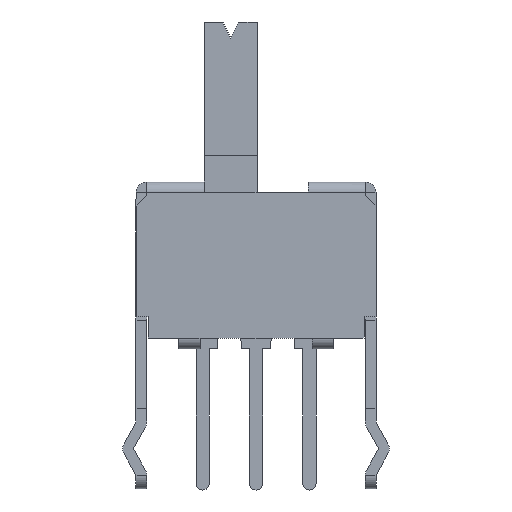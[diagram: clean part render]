
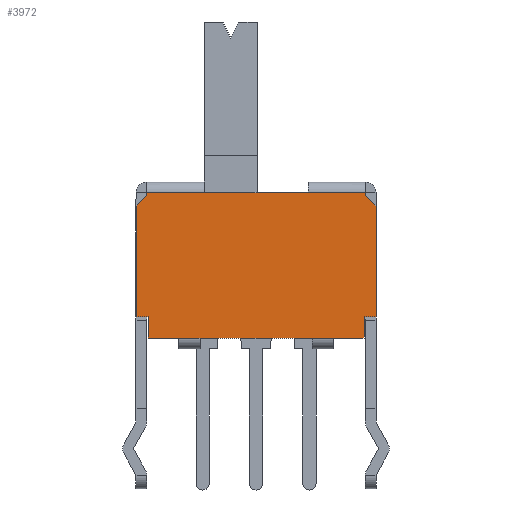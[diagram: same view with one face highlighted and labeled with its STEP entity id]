
A CAD part, front view. The second image highlights one B-rep face of the part: STEP entity #3972.
In plain terms, the highlighted planar face has unit normal (0, -1, 0).
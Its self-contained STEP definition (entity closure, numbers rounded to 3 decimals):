
#220=FACE_OUTER_BOUND('',#431,.T.);
#431=EDGE_LOOP('',(#2810,#2811,#2812,#2813,#2814,#2815,#2816,#2817,#2818,
#2819,#2820,#2821,#2822,#2823,#2824,#2825,#2826,#2827,#2828,#2829,#2830));
#705=LINE('',#5762,#1178);
#707=LINE('',#5768,#1180);
#718=LINE('',#5786,#1191);
#719=LINE('',#5789,#1192);
#795=LINE('',#5957,#1268);
#798=LINE('',#5963,#1271);
#799=LINE('',#5967,#1272);
#800=LINE('',#5969,#1273);
#801=LINE('',#5971,#1274);
#802=LINE('',#5973,#1275);
#803=LINE('',#5974,#1276);
#804=LINE('',#5975,#1277);
#805=LINE('',#5977,#1278);
#806=LINE('',#5979,#1279);
#807=LINE('',#5981,#1280);
#808=LINE('',#5983,#1281);
#809=LINE('',#5985,#1282);
#810=LINE('',#5987,#1283);
#811=LINE('',#5989,#1284);
#812=LINE('',#5990,#1285);
#813=LINE('',#5991,#1286);
#1178=VECTOR('',#4641,0.8);
#1180=VECTOR('',#4645,0.8);
#1191=VECTOR('',#4660,0.45);
#1192=VECTOR('',#4663,0.45);
#1268=VECTOR('',#4819,0.8);
#1271=VECTOR('',#4826,0.001);
#1272=VECTOR('',#4829,0.001);
#1273=VECTOR('',#4830,0.8);
#1274=VECTOR('',#4831,0.001);
#1275=VECTOR('',#4832,4.2);
#1276=VECTOR('',#4833,0.001);
#1277=VECTOR('',#4834,1.15);
#1278=VECTOR('',#4835,4.15);
#1279=VECTOR('',#4836,0.566);
#1280=VECTOR('',#4837,0.099);
#1281=VECTOR('',#4838,0.001);
#1282=VECTOR('',#4839,8.198);
#1283=VECTOR('',#4840,0.099);
#1284=VECTOR('',#4841,0.567);
#1285=VECTOR('',#4842,4.149);
#1286=VECTOR('',#4843,1.15);
#1625=VERTEX_POINT('',#5753);
#1628=VERTEX_POINT('',#5760);
#1630=VERTEX_POINT('',#5765);
#1631=VERTEX_POINT('',#5767);
#1636=VERTEX_POINT('',#5784);
#1637=VERTEX_POINT('',#5788);
#1685=VERTEX_POINT('',#5941);
#1687=VERTEX_POINT('',#5948);
#1690=VERTEX_POINT('',#5961);
#1691=VERTEX_POINT('',#5965);
#1692=VERTEX_POINT('',#5966);
#1693=VERTEX_POINT('',#5968);
#1694=VERTEX_POINT('',#5970);
#1695=VERTEX_POINT('',#5972);
#1696=VERTEX_POINT('',#5976);
#1697=VERTEX_POINT('',#5978);
#1698=VERTEX_POINT('',#5980);
#1699=VERTEX_POINT('',#5982);
#1700=VERTEX_POINT('',#5984);
#1701=VERTEX_POINT('',#5986);
#1702=VERTEX_POINT('',#5988);
#2001=EDGE_CURVE('',#1625,#1628,#705,.T.);
#2003=EDGE_CURVE('',#1630,#1631,#707,.T.);
#2014=EDGE_CURVE('',#1628,#1636,#718,.T.);
#2015=EDGE_CURVE('',#1637,#1631,#719,.T.);
#2101=EDGE_CURVE('',#1687,#1685,#795,.T.);
#2104=EDGE_CURVE('',#1685,#1690,#798,.T.);
#2105=EDGE_CURVE('',#1691,#1692,#799,.T.);
#2106=EDGE_CURVE('',#1692,#1693,#800,.T.);
#2107=EDGE_CURVE('',#1693,#1694,#801,.T.);
#2108=EDGE_CURVE('',#1694,#1695,#802,.T.);
#2109=EDGE_CURVE('',#1695,#1687,#803,.T.);
#2110=EDGE_CURVE('',#1625,#1690,#804,.T.);
#2111=EDGE_CURVE('',#1636,#1696,#805,.T.);
#2112=EDGE_CURVE('',#1696,#1697,#806,.T.);
#2113=EDGE_CURVE('',#1697,#1698,#807,.T.);
#2114=EDGE_CURVE('',#1698,#1699,#808,.T.);
#2115=EDGE_CURVE('',#1699,#1700,#809,.T.);
#2116=EDGE_CURVE('',#1700,#1701,#810,.T.);
#2117=EDGE_CURVE('',#1701,#1702,#811,.T.);
#2118=EDGE_CURVE('',#1702,#1637,#812,.T.);
#2119=EDGE_CURVE('',#1630,#1691,#813,.T.);
#2810=ORIENTED_EDGE('',*,*,#2105,.T.);
#2811=ORIENTED_EDGE('',*,*,#2106,.T.);
#2812=ORIENTED_EDGE('',*,*,#2107,.T.);
#2813=ORIENTED_EDGE('',*,*,#2108,.T.);
#2814=ORIENTED_EDGE('',*,*,#2109,.T.);
#2815=ORIENTED_EDGE('',*,*,#2101,.T.);
#2816=ORIENTED_EDGE('',*,*,#2104,.T.);
#2817=ORIENTED_EDGE('',*,*,#2110,.F.);
#2818=ORIENTED_EDGE('',*,*,#2001,.T.);
#2819=ORIENTED_EDGE('',*,*,#2014,.T.);
#2820=ORIENTED_EDGE('',*,*,#2111,.T.);
#2821=ORIENTED_EDGE('',*,*,#2112,.T.);
#2822=ORIENTED_EDGE('',*,*,#2113,.T.);
#2823=ORIENTED_EDGE('',*,*,#2114,.T.);
#2824=ORIENTED_EDGE('',*,*,#2115,.T.);
#2825=ORIENTED_EDGE('',*,*,#2116,.T.);
#2826=ORIENTED_EDGE('',*,*,#2117,.T.);
#2827=ORIENTED_EDGE('',*,*,#2118,.T.);
#2828=ORIENTED_EDGE('',*,*,#2015,.T.);
#2829=ORIENTED_EDGE('',*,*,#2003,.F.);
#2830=ORIENTED_EDGE('',*,*,#2119,.T.);
#3596=PLANE('',#4217);
#3972=ADVANCED_FACE('',(#220),#3596,.T.);
#4217=AXIS2_PLACEMENT_3D('',#5964,#4827,#4828);
#4641=DIRECTION('',(0.,0.,1.));
#4645=DIRECTION('',(0.,0.,1.));
#4660=DIRECTION('',(1.,0.,0.));
#4663=DIRECTION('',(1.,0.,0.));
#4819=DIRECTION('',(1.,0.,0.));
#4826=DIRECTION('',(0.,0.,1.));
#4827=DIRECTION('center_axis',(0.,-1.,0.));
#4828=DIRECTION('ref_axis',(1.,0.,0.));
#4829=DIRECTION('',(0.,0.,-1.));
#4830=DIRECTION('',(1.,0.,0.));
#4831=DIRECTION('',(0.,0.,1.));
#4832=DIRECTION('',(1.,0.,0.));
#4833=DIRECTION('',(0.,0.,-1.));
#4834=DIRECTION('',(-1.,0.,0.));
#4835=DIRECTION('',(0.,0.,1.));
#4836=DIRECTION('',(-0.707,0.,0.707));
#4837=DIRECTION('',(0.,0.,1.));
#4838=DIRECTION('',(-1.,0.,0.));
#4839=DIRECTION('',(-1.,0.,0.));
#4840=DIRECTION('',(0.,0.,-1.));
#4841=DIRECTION('',(-0.707,0.,-0.707));
#4842=DIRECTION('',(0.,0.,-1.));
#4843=DIRECTION('',(1.,0.,0.));
#5753=CARTESIAN_POINT('',(4.05,-2.1,-5.45));
#5760=CARTESIAN_POINT('',(4.05,-2.1,-4.65));
#5762=CARTESIAN_POINT('',(4.05,-2.1,-5.45));
#5765=CARTESIAN_POINT('',(-4.05,-2.1,-5.45));
#5767=CARTESIAN_POINT('',(-4.05,-2.1,-4.65));
#5768=CARTESIAN_POINT('',(-4.05,-2.1,-5.45));
#5784=CARTESIAN_POINT('',(4.5,-2.1,-4.65));
#5786=CARTESIAN_POINT('',(4.05,-2.1,-4.65));
#5788=CARTESIAN_POINT('',(-4.5,-2.1,-4.65));
#5789=CARTESIAN_POINT('',(-4.5,-2.1,-4.65));
#5941=CARTESIAN_POINT('',(2.9,-2.1,-5.451));
#5948=CARTESIAN_POINT('',(2.1,-2.1,-5.451));
#5957=CARTESIAN_POINT('',(2.1,-2.1,-5.451));
#5961=CARTESIAN_POINT('',(2.9,-2.1,-5.45));
#5963=CARTESIAN_POINT('',(2.9,-2.1,-5.451));
#5964=CARTESIAN_POINT('Origin',(0.,-2.1,-2.079));
#5965=CARTESIAN_POINT('',(-2.9,-2.1,-5.45));
#5966=CARTESIAN_POINT('',(-2.9,-2.1,-5.451));
#5967=CARTESIAN_POINT('',(-2.9,-2.1,-5.45));
#5968=CARTESIAN_POINT('',(-2.1,-2.1,-5.451));
#5969=CARTESIAN_POINT('',(-2.9,-2.1,-5.451));
#5970=CARTESIAN_POINT('',(-2.1,-2.1,-5.45));
#5971=CARTESIAN_POINT('',(-2.1,-2.1,-5.451));
#5972=CARTESIAN_POINT('',(2.1,-2.1,-5.45));
#5973=CARTESIAN_POINT('',(-2.1,-2.1,-5.45));
#5974=CARTESIAN_POINT('',(2.1,-2.1,-5.45));
#5975=CARTESIAN_POINT('',(4.05,-2.1,-5.45));
#5976=CARTESIAN_POINT('',(4.5,-2.1,-0.5));
#5977=CARTESIAN_POINT('',(4.5,-2.1,-4.65));
#5978=CARTESIAN_POINT('',(4.1,-2.1,-0.1));
#5979=CARTESIAN_POINT('',(4.5,-2.1,-0.5));
#5980=CARTESIAN_POINT('',(4.1,-2.1,-0.001));
#5981=CARTESIAN_POINT('',(4.1,-2.1,-0.1));
#5982=CARTESIAN_POINT('',(4.099,-2.1,-0.001));
#5983=CARTESIAN_POINT('',(4.1,-2.1,-0.001));
#5984=CARTESIAN_POINT('',(-4.099,-2.1,-0.001));
#5985=CARTESIAN_POINT('',(4.099,-2.1,-0.001));
#5986=CARTESIAN_POINT('',(-4.099,-2.1,-0.1));
#5987=CARTESIAN_POINT('',(-4.099,-2.1,-0.001));
#5988=CARTESIAN_POINT('',(-4.5,-2.1,-0.501));
#5989=CARTESIAN_POINT('',(-4.099,-2.1,-0.1));
#5990=CARTESIAN_POINT('',(-4.5,-2.1,-0.501));
#5991=CARTESIAN_POINT('',(-4.05,-2.1,-5.45));
